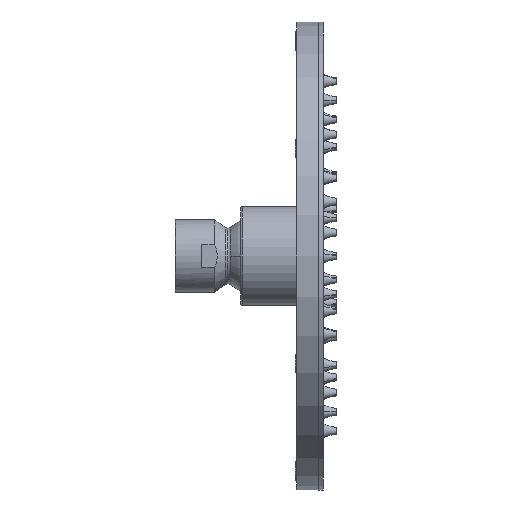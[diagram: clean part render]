
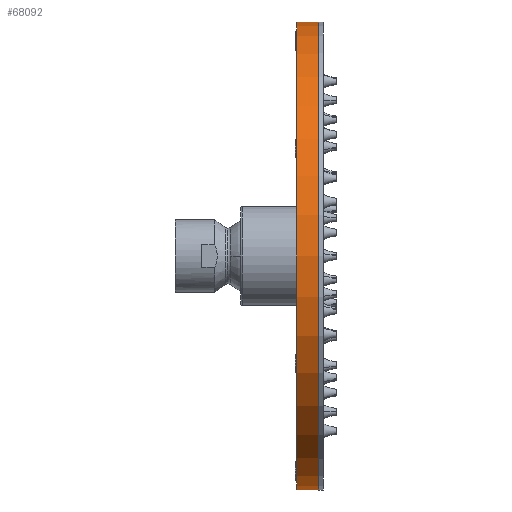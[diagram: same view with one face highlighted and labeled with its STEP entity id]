
A CAD part, left-side view. The second image highlights one B-rep face of the part: STEP entity #68092.
In plain terms, the highlighted cylindrical face has radius 75 mm (diameter 150 mm), a partial arc.
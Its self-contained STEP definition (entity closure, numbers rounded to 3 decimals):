
#433=CARTESIAN_POINT('',(0.,7.,0.));
#434=DIRECTION('',(0.,1.,0.));
#435=DIRECTION('',(0.,0.,-1.));
#436=AXIS2_PLACEMENT_3D('',#433,#434,#435);
#458=CARTESIAN_POINT('',(0.,0.,0.));
#459=DIRECTION('',(0.,-1.,0.));
#460=DIRECTION('',(0.,0.,1.));
#461=AXIS2_PLACEMENT_3D('',#458,#459,#460);
#19453=DIRECTION('',(0.,-1.,0.));
#19454=VECTOR('',#19453,7.);
#19455=CARTESIAN_POINT('',(0.,7.,-75.));
#19456=LINE('',#19455,#19454);
#19457=DIRECTION('',(0.,-1.,0.));
#19458=VECTOR('',#19457,7.);
#19459=CARTESIAN_POINT('',(0.,7.,75.));
#19460=LINE('',#19459,#19458);
#26555=CARTESIAN_POINT('',(0.,7.,75.));
#26556=CARTESIAN_POINT('',(0.,7.,-75.));
#26557=VERTEX_POINT('',#26555);
#26558=VERTEX_POINT('',#26556);
#26709=CARTESIAN_POINT('',(0.,0.,-75.));
#26710=CARTESIAN_POINT('',(0.,0.,75.));
#26711=VERTEX_POINT('',#26709);
#26712=VERTEX_POINT('',#26710);
#68081=CARTESIAN_POINT('',(0.,7.,0.));
#68082=DIRECTION('',(0.,-1.,0.));
#68083=DIRECTION('',(0.,0.,-1.));
#68084=AXIS2_PLACEMENT_3D('',#68081,#68082,#68083);
#68085=CYLINDRICAL_SURFACE('',#68084,75.);
#68086=ORIENTED_EDGE('',*,*,#27598,.T.);
#68087=ORIENTED_EDGE('',*,*,#27569,.F.);
#68088=ORIENTED_EDGE('',*,*,#27537,.T.);
#68089=ORIENTED_EDGE('',*,*,#27566,.T.);
#68090=EDGE_LOOP('',(#68086,#68087,#68088,#68089));
#68091=FACE_OUTER_BOUND('',#68090,.F.);
#68092=ADVANCED_FACE('',(#68091),#68085,.T.);
#437=CIRCLE('',#436,75.);
#462=CIRCLE('',#461,75.);
#27537=EDGE_CURVE('',#26558,#26557,#437,.T.);
#27566=EDGE_CURVE('',#26557,#26712,#19460,.T.);
#27569=EDGE_CURVE('',#26558,#26711,#19456,.T.);
#27598=EDGE_CURVE('',#26712,#26711,#462,.T.);
